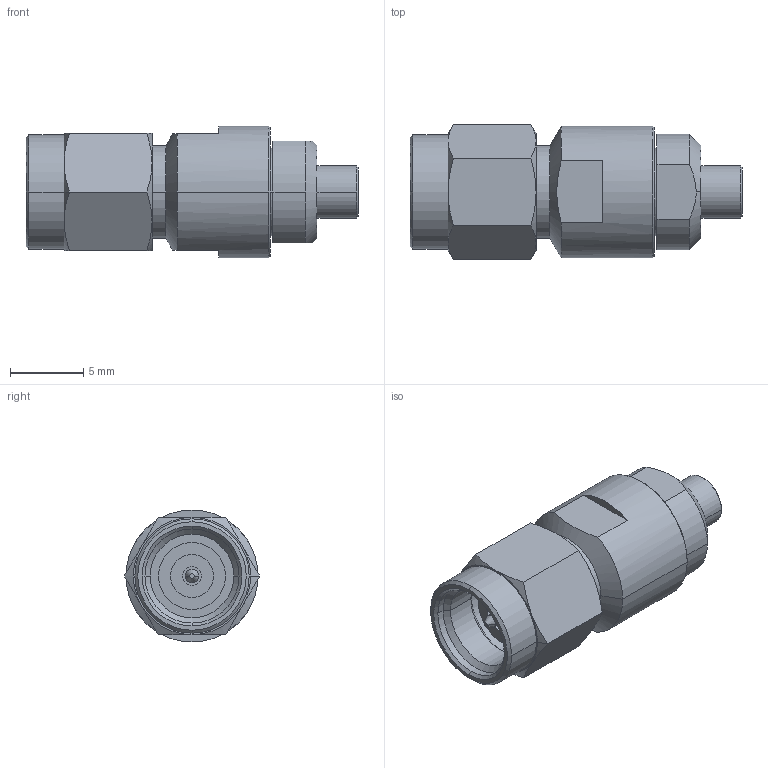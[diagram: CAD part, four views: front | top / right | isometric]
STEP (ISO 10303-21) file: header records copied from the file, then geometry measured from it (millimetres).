
FILE_DESCRIPTION (( 'STEP AP214' ), '1' );
FILE_NAME ('FMAD10175_3D.step', '2026-03-10T19:35:22', ( '' ), ( '' ), 'SwSTEP 2.0', 'SolidWorks 2025', '' );
FILE_SCHEMA (( 'AUTOMOTIVE_DESIGN' ));
Length unit declared in the file: millimetre
Products named in the file (1): FMAD10175_3D
Bounding box: 22.65 x 9.24 x 9 mm (x, y, z)
Volume: 1090 mm3; surface area: 1220.7 mm2
Topology: 3 solids, 3 shells, 117 faces, 259 edges, 157 vertices
Faces by surface type: cone 44, cylinder 43, plane 28, sphere 2
Entity records: 3298 total; most frequent: CARTESIAN_POINT 638, DIRECTION 595, ORIENTED_EDGE 510, EDGE_CURVE 255, AXIS2_PLACEMENT_3D 252, VERTEX_POINT 155, CIRCLE 134, EDGE_LOOP 130
